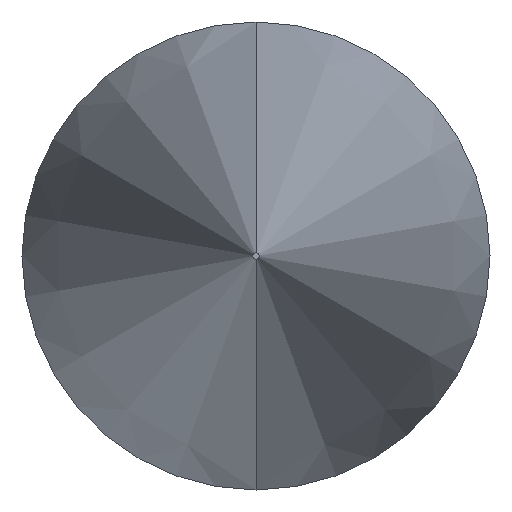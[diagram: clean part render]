
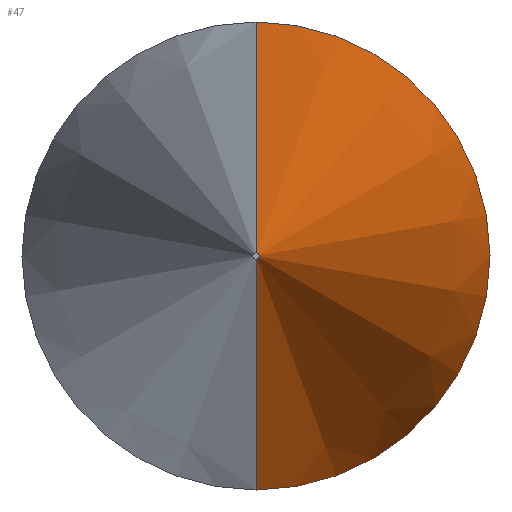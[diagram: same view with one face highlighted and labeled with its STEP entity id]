
A CAD part, front view. The second image highlights one B-rep face of the part: STEP entity #47.
In plain terms, the highlighted conical face has half-angle 12.5 degrees and reference radius 3 mm.
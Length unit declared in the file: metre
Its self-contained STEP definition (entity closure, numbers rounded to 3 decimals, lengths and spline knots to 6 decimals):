
#3 = CARTESIAN_POINT ( 'NONE',  ( -0.011344, 0., -0.007045 ) ) ;
#5 = EDGE_CURVE ( 'NONE', #185, #133, #26, .T. ) ;
#12 = ORIENTED_EDGE ( 'NONE', *, *, #192, .F. ) ;
#13 = CARTESIAN_POINT ( 'NONE',  ( -0.011344, 0., -0.010045 ) ) ;
#17 = EDGE_CURVE ( 'NONE', #133, #28, #91, .T. ) ;
#18 = CARTESIAN_POINT ( 'NONE',  ( -0.011344, 0., -0.010045 ) ) ;
#26 = CIRCLE ( 'NONE', #51, 0.003 ) ;
#28 = VERTEX_POINT ( 'NONE', #90 ) ;
#31 = AXIS2_PLACEMENT_3D ( 'NONE', #39, #132, #138 ) ;
#39 = CARTESIAN_POINT ( 'NONE',  ( -0.011344, 0., -0.007045 ) ) ;
#44 = CONICAL_SURFACE ( 'NONE', #31, 0.003, 0.218 ) ;
#47 = ADVANCED_FACE ( 'NONE', ( #97 ), #44, .T. ) ;
#48 = DIRECTION ( 'NONE',  ( 0., 0.976, 0.216 ) ) ;
#49 = VERTEX_POINT ( 'NONE', #68 ) ;
#51 = AXIS2_PLACEMENT_3D ( 'NONE', #3, #189, #53 ) ;
#53 = DIRECTION ( 'NONE',  ( 0., 0., 1. ) ) ;
#56 = VECTOR ( 'NONE', #48, 1. ) ;
#62 = ORIENTED_EDGE ( 'NONE', *, *, #5, .T. ) ;
#67 = AXIS2_PLACEMENT_3D ( 'NONE', #182, #88, #200 ) ;
#68 = CARTESIAN_POINT ( 'NONE',  ( -0.011344, 1., 0.21765 ) ) ;
#79 = EDGE_LOOP ( 'NONE', ( #62, #150, #12, #175 ) ) ;
#82 = LINE ( 'NONE', #128, #56 ) ;
#88 = DIRECTION ( 'NONE',  ( 0., 1., 0. ) ) ;
#90 = CARTESIAN_POINT ( 'NONE',  ( -0.011344, 1., -0.23174 ) ) ;
#91 = LINE ( 'NONE', #18, #131 ) ;
#97 = FACE_OUTER_BOUND ( 'NONE', #79, .T. ) ;
#116 = CARTESIAN_POINT ( 'NONE',  ( -0.011344, 0., -0.004045 ) ) ;
#128 = CARTESIAN_POINT ( 'NONE',  ( -0.011344, 0., -0.004045 ) ) ;
#131 = VECTOR ( 'NONE', #134, 1. ) ;
#132 = DIRECTION ( 'NONE',  ( 0., 1., 0. ) ) ;
#133 = VERTEX_POINT ( 'NONE', #13 ) ;
#134 = DIRECTION ( 'NONE',  ( 0., 0.976, -0.216 ) ) ;
#138 = DIRECTION ( 'NONE',  ( 0., 0., 1. ) ) ;
#150 = ORIENTED_EDGE ( 'NONE', *, *, #17, .T. ) ;
#175 = ORIENTED_EDGE ( 'NONE', *, *, #184, .F. ) ;
#182 = CARTESIAN_POINT ( 'NONE',  ( -0.011344, 1., -0.007045 ) ) ;
#184 = EDGE_CURVE ( 'NONE', #185, #49, #82, .T. ) ;
#185 = VERTEX_POINT ( 'NONE', #116 ) ;
#189 = DIRECTION ( 'NONE',  ( 0., 1., 0. ) ) ;
#192 = EDGE_CURVE ( 'NONE', #49, #28, #196, .T. ) ;
#196 = CIRCLE ( 'NONE', #67, 0.224695 ) ;
#200 = DIRECTION ( 'NONE',  ( 0., 0., 1. ) ) ;
